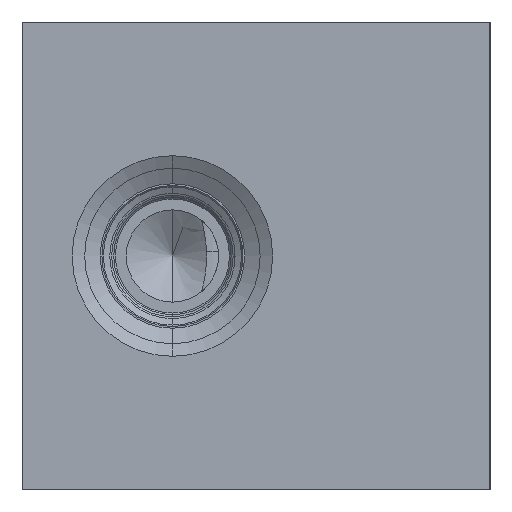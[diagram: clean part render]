
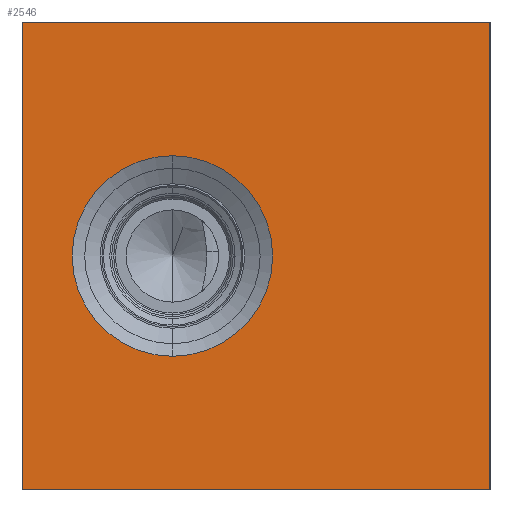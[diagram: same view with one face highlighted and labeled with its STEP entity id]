
A CAD part, left-side view. The second image highlights one B-rep face of the part: STEP entity #2546.
In plain terms, the highlighted planar face has unit normal (-1, 0, 0).
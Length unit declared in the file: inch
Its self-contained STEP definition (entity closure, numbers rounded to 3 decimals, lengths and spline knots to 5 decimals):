
#1=DIRECTION('',(0.,-1.,0.));
#2=VECTOR('',#1,3.5);
#3=CARTESIAN_POINT('',(0.,0.,0.));
#4=LINE('',#3,#2);
#37=DIRECTION('',(0.,0.,1.));
#38=VECTOR('',#37,3.5);
#39=CARTESIAN_POINT('',(0.,0.,0.));
#40=LINE('',#39,#38);
#41=CARTESIAN_POINT('',(0.,-1.125,1.75));
#42=DIRECTION('',(1.,0.,0.));
#43=DIRECTION('',(0.,0.,-1.));
#44=AXIS2_PLACEMENT_3D('',#41,#42,#43);
#46=CARTESIAN_POINT('',(0.,-1.125,1.75));
#47=DIRECTION('',(1.,0.,0.));
#48=DIRECTION('',(0.,0.,1.));
#49=AXIS2_PLACEMENT_3D('',#46,#47,#48);
#89=DIRECTION('',(0.,0.,1.));
#90=VECTOR('',#89,3.5);
#91=CARTESIAN_POINT('',(0.,-3.5,0.));
#92=LINE('',#91,#90);
#113=DIRECTION('',(0.,-1.,0.));
#114=VECTOR('',#113,3.5);
#115=CARTESIAN_POINT('',(0.,0.,3.5));
#116=LINE('',#115,#114);
#2127=CARTESIAN_POINT('',(0.,0.,0.));
#2128=CARTESIAN_POINT('',(0.,-3.5,0.));
#2129=VERTEX_POINT('',#2127);
#2130=VERTEX_POINT('',#2128);
#2135=CARTESIAN_POINT('',(0.,0.,3.5));
#2136=CARTESIAN_POINT('',(0.,-3.5,3.5));
#2137=VERTEX_POINT('',#2135);
#2138=VERTEX_POINT('',#2136);
#2219=CARTESIAN_POINT('',(0.,-1.125,1.));
#2220=CARTESIAN_POINT('',(0.,-1.125,2.5));
#2221=VERTEX_POINT('',#2219);
#2222=VERTEX_POINT('',#2220);
#2526=CARTESIAN_POINT('',(0.,0.,0.));
#2527=DIRECTION('',(-1.,0.,0.));
#2528=DIRECTION('',(0.,-1.,0.));
#2529=AXIS2_PLACEMENT_3D('',#2526,#2527,#2528);
#2530=PLANE('',#2529);
#2531=ORIENTED_EDGE('',*,*,#2503,.F.);
#2533=ORIENTED_EDGE('',*,*,#2532,.T.);
#2535=ORIENTED_EDGE('',*,*,#2534,.T.);
#2537=ORIENTED_EDGE('',*,*,#2536,.F.);
#2538=EDGE_LOOP('',(#2531,#2533,#2535,#2537));
#2539=FACE_OUTER_BOUND('',#2538,.F.);
#2541=ORIENTED_EDGE('',*,*,#2540,.F.);
#2543=ORIENTED_EDGE('',*,*,#2542,.F.);
#2544=EDGE_LOOP('',(#2541,#2543));
#2545=FACE_BOUND('',#2544,.F.);
#2546=ADVANCED_FACE('',(#2539,#2545),#2530,.T.);
#45=CIRCLE('',#44,0.75);
#50=CIRCLE('',#49,0.75);
#2503=EDGE_CURVE('',#2129,#2130,#4,.T.);
#2532=EDGE_CURVE('',#2129,#2137,#40,.T.);
#2534=EDGE_CURVE('',#2137,#2138,#116,.T.);
#2536=EDGE_CURVE('',#2130,#2138,#92,.T.);
#2540=EDGE_CURVE('',#2221,#2222,#45,.T.);
#2542=EDGE_CURVE('',#2222,#2221,#50,.T.);
